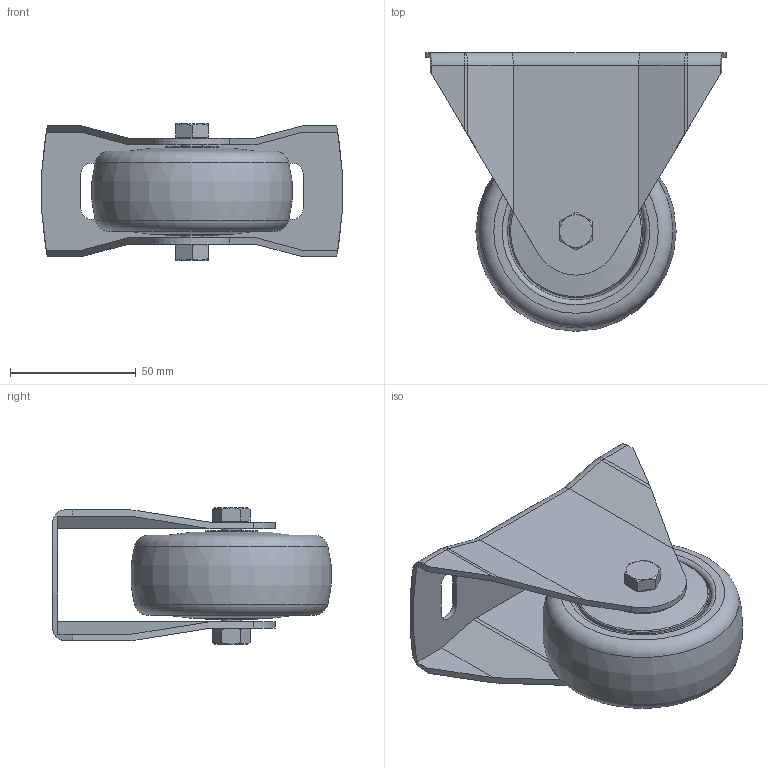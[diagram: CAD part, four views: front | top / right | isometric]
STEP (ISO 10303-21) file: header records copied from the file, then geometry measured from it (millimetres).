
FILE_DESCRIPTION(/* description */ ('STEP AP214'),/* implementation_level */ '2;1');
FILE_NAME(/* name */ '098F080U4045N',/* time_stamp */ '2024-01-18T12:29:58+01:00',/* author */ ('License CC BY-ND 4.0'),/* organization */ ('CADENAS'),/* preprocessor_version */ 'ST-DEVELOPER v19.3',/* originating_system */ 'PARTsolutions',/* authorisation */ ' ');
FILE_SCHEMA (('AUTOMOTIVE_DESIGN {1 0 10303 214 3 1 1}'));
Length unit declared in the file: millimetre
Products named in the file (5): 098F080U4045N; 098F080U4045Nnut; 098F080U4045Nsc; 098F080U4045N fath_plastic_pa_gray_ral_7001 p2; 098F080U4045Np1
Assembly tree (4 placements, depth 2):
  098F080U4045N
    098F080U4045Nnut
    098F080U4045Nsc
    098F080U4045N fath_plastic_pa_gray_ral_7001 p2
    098F080U4045Np1
Bounding box: 119.64 x 110.83 x 54.2 mm (x, y, z)
Volume: 173624 mm3; surface area: 71123.1 mm2
Topology: 4 solids, 4 shells, 173 faces, 375 edges, 226 vertices
Faces by surface type: plane 68, cylinder 47, cone 35, torus 19, sphere 4
Full cylindrical faces by diameter (mm): 6.647 x1, 8 x1, 8.1 x2, 8.5 x2, 8.6 x2, 12.5 x1, 20.787 x4, 36 x2, 39 x2, 50.8 x2, 53 x2
Entity records: 5011 total; most frequent: CARTESIAN_POINT 838, DIRECTION 776, ORIENTED_EDGE 624, AXIS2_PLACEMENT_3D 326, EDGE_CURVE 312, EDGE_LOOP 262, FACE_BOUND 262, VERTEX_POINT 224
